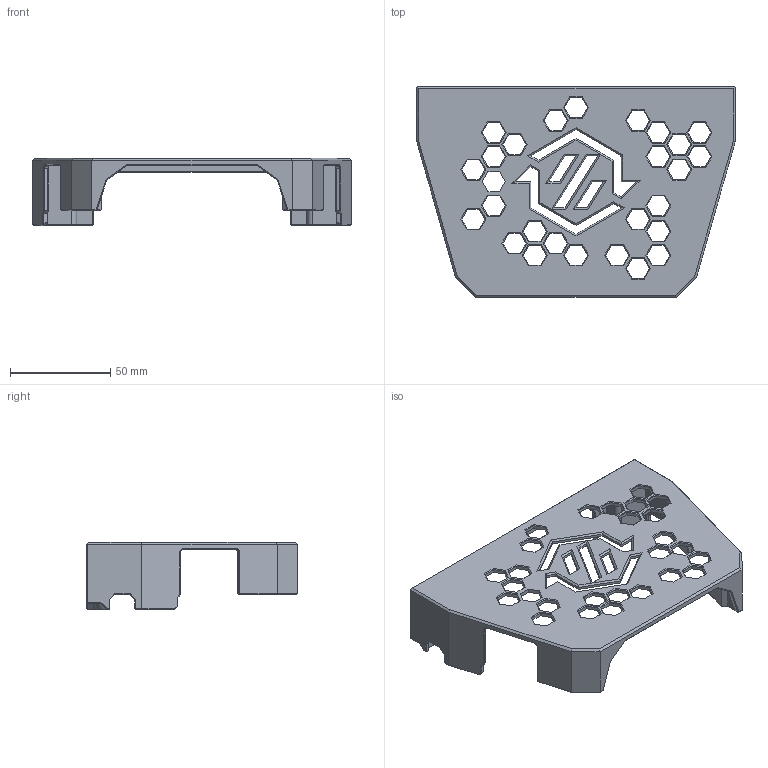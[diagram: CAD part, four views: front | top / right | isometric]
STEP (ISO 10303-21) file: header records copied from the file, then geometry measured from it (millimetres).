
FILE_DESCRIPTION (( 'STEP AP214' ), '1' );
FILE_NAME ('Birdsnest_Cover_Rev1.1.STEP', '2024-08-16T23:22:22', ( '' ), ( '' ), 'SwSTEP 2.0', 'SolidWorks 2024', '' );
FILE_SCHEMA (( 'AUTOMOTIVE_DESIGN' ));
Length unit declared in the file: metre
Products named in the file (1): Birdsnest_Cover_Rev1.1
Bounding box: 158.6 x 105 x 33.6 mm (x, y, z)
Volume: 58896.3 mm3; surface area: 42116.4 mm2
Topology: 1 solids, 1 shells, 663 faces, 1617 edges, 962 vertices
Faces by surface type: plane 613, cone 28, cylinder 22
Entity records: 18794 total; most frequent: CARTESIAN_POINT 3249, ORIENTED_EDGE 3234, DIRECTION 3017, EDGE_CURVE 1617, VECTOR 1541, LINE 1541, VERTEX_POINT 962, AXIS2_PLACEMENT_3D 738
